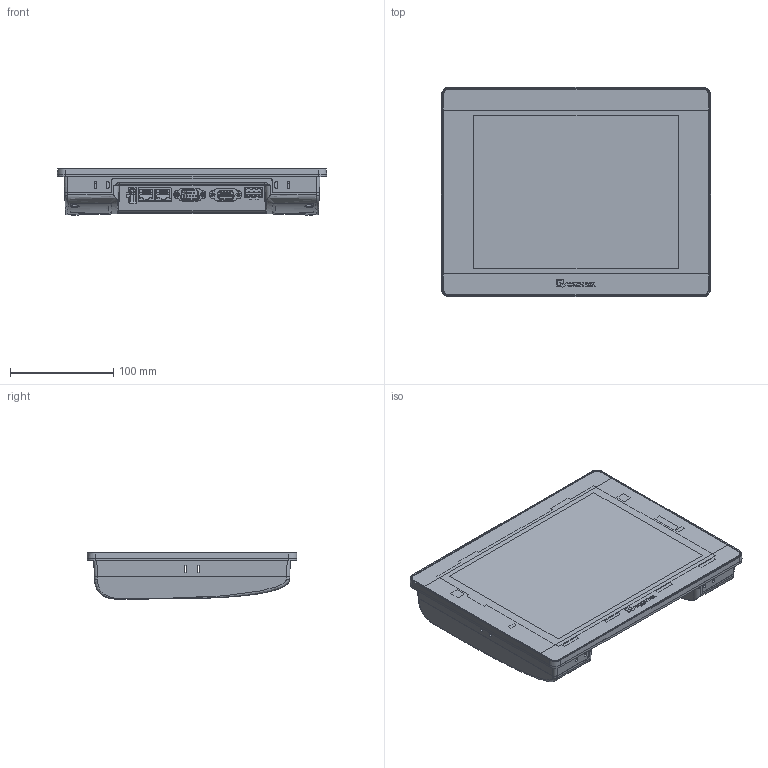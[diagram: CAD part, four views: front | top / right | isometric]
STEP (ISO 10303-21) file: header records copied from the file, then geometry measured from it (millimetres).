
FILE_DESCRIPTION (( 'STEP AP203' ), '1' );
FILE_NAME ('cMT3090X_190523.STEP', '2019-05-23T03:22:30', ( 'Annayang' ), ( '' ), 'SwSTEP 2.0', 'SolidWorks 2011', '' );
FILE_SCHEMA (( 'CONFIG_CONTROL_DESIGN' ));
Products named in the file (1): cMT3090X_190523
Bounding box: 260.6 x 203.1 x 44.9 mm (x, y, z)
Surface area: 218281.8 mm2 (no closed solid volume)
Topology: 0 solids, 45 shells, 1147 faces, 4423 edges, 3263 vertices
Faces by surface type: cylinder 459, plane 367, bspline 150, cone 137, torus 30, sphere 4
Entity records: 66265 total; most frequent: CARTESIAN_POINT 31301, ORIENTED_EDGE 6724, DIRECTION 6718, EDGE_CURVE 4413, VERTEX_POINT 3263, VECTOR 2368, LINE 2368, AXIS2_PLACEMENT_3D 2175
